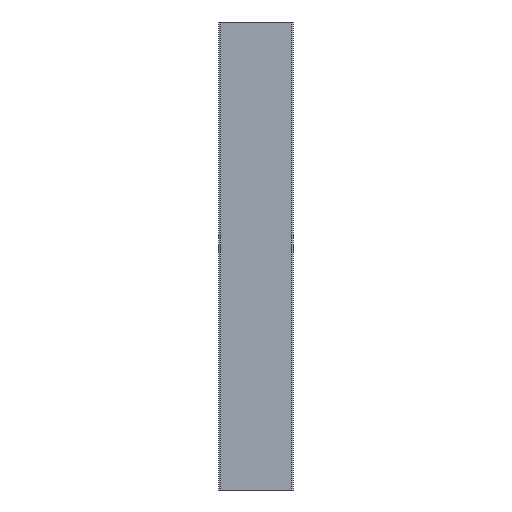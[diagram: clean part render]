
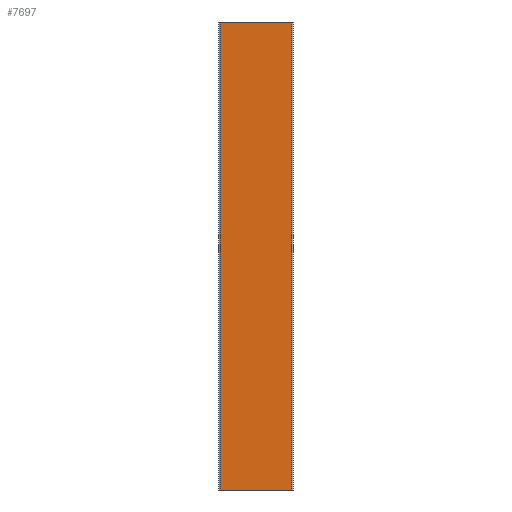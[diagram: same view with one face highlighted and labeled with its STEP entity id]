
A CAD part, front view. The second image highlights one B-rep face of the part: STEP entity #7697.
In plain terms, the highlighted planar face has unit normal (0, -1, 0).
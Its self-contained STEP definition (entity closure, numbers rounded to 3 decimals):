
#919=FACE_OUTER_BOUND($,#1311,.T.);
#1311=EDGE_LOOP($,(#5989,#5990,#5991,#5992));
#1985=LINE($,#12571,#2745);
#1986=LINE($,#12574,#2746);
#1987=LINE($,#12576,#2747);
#1988=LINE($,#12577,#2748);
#2745=VECTOR($,#10240,1000.);
#2746=VECTOR($,#10243,152.);
#2747=VECTOR($,#10244,152.);
#2748=VECTOR($,#10245,1000.);
#3521=VERTEX_POINT($,#12567);
#3522=VERTEX_POINT($,#12569);
#3523=VERTEX_POINT($,#12573);
#3524=VERTEX_POINT($,#12575);
#4563=EDGE_CURVE($,#3521,#3522,#1985,.T.);
#4564=EDGE_CURVE($,#3523,#3521,#1986,.T.);
#4565=EDGE_CURVE($,#3524,#3522,#1987,.T.);
#4566=EDGE_CURVE($,#3523,#3524,#1988,.T.);
#5989=ORIENTED_EDGE($,*,*,#4564,.T.);
#5990=ORIENTED_EDGE($,*,*,#4563,.T.);
#5991=ORIENTED_EDGE($,*,*,#4565,.F.);
#5992=ORIENTED_EDGE($,*,*,#4566,.F.);
#7366=PLANE($,#8372);
#7697=ADVANCED_FACE($,(#919),#7366,.T.);
#8372=AXIS2_PLACEMENT_3D($,#12572,#10241,#10242);
#10240=DIRECTION($,(0.,0.,1.));
#10241=DIRECTION('center_axis',(0.,-1.,0.));
#10242=DIRECTION('ref_axis',(1.,0.,0.));
#10243=DIRECTION($,(1.,0.,0.));
#10244=DIRECTION($,(1.,0.,0.));
#10245=DIRECTION($,(0.,0.,1.));
#12567=CARTESIAN_POINT('',(76.001,-19.999,0.));
#12569=CARTESIAN_POINT('',(76.001,-19.999,1000.));
#12571=CARTESIAN_POINT($,(76.001,-19.999,0.));
#12572=CARTESIAN_POINT('Origin',(-75.999,-19.999,0.));
#12573=CARTESIAN_POINT('',(-75.999,-19.999,0.));
#12574=CARTESIAN_POINT($,(-75.999,-19.999,0.));
#12575=CARTESIAN_POINT('',(-75.999,-19.999,1000.));
#12576=CARTESIAN_POINT($,(-75.999,-19.999,1000.));
#12577=CARTESIAN_POINT($,(-75.999,-19.999,0.));
